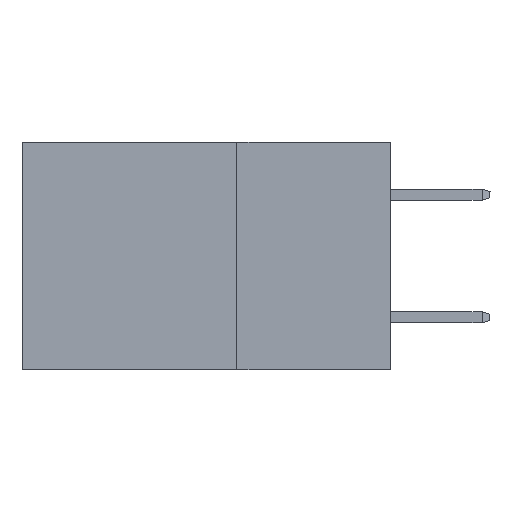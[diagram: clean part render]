
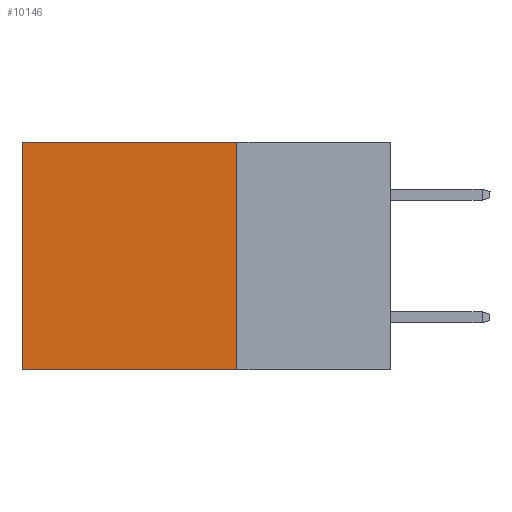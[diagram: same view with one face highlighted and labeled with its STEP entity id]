
A CAD part, left-side view. The second image highlights one B-rep face of the part: STEP entity #10146.
In plain terms, the highlighted planar face has unit normal (-1, 0, 0).
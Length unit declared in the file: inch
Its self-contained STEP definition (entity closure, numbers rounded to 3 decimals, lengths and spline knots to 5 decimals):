
#572 = EDGE_CURVE ( 'NONE', #16886, #8943, #9808, .T. ) ;
#858 = EDGE_CURVE ( 'NONE', #12770, #16886, #18519, .T. ) ;
#943 = VECTOR ( 'NONE', #7908, 39.37008 ) ;
#2731 = AXIS2_PLACEMENT_3D ( 'NONE', #23413, #12214, #5176 ) ;
#2817 = ORIENTED_EDGE ( 'NONE', *, *, #16752, .F. ) ;
#3606 = CARTESIAN_POINT ( 'NONE',  ( 0.2875, 0.25, -0.37 ) ) ;
#3985 = VECTOR ( 'NONE', #11677, 39.37008 ) ;
#5176 = DIRECTION ( 'NONE',  ( 0., 0., -1. ) ) ;
#7908 = DIRECTION ( 'NONE',  ( 0., 0., -1. ) ) ;
#8132 = ORIENTED_EDGE ( 'NONE', *, *, #11161, .F. ) ;
#8943 = VERTEX_POINT ( 'NONE', #18664 ) ;
#9808 = LINE ( 'NONE', #10059, #3985 ) ;
#10059 = CARTESIAN_POINT ( 'NONE',  ( 0.2875, 0.6, 0. ) ) ;
#10146 = ADVANCED_FACE ( 'NONE', ( #21906 ), #10351, .F. ) ;
#10351 = PLANE ( 'NONE',  #2731 ) ;
#10477 = CARTESIAN_POINT ( 'NONE',  ( 0.2875, 0.6, 0. ) ) ;
#10940 = CARTESIAN_POINT ( 'NONE',  ( 0.2875, 0.25, 0. ) ) ;
#11161 = EDGE_CURVE ( 'NONE', #22544, #8943, #24187, .T. ) ;
#11677 = DIRECTION ( 'NONE',  ( 0., 0., -1. ) ) ;
#11726 = ORIENTED_EDGE ( 'NONE', *, *, #572, .T. ) ;
#12214 = DIRECTION ( 'NONE',  ( 1., 0., 0. ) ) ;
#12757 = DIRECTION ( 'NONE',  ( 0., 1., 0. ) ) ;
#12770 = VERTEX_POINT ( 'NONE', #10940 ) ;
#13907 = CARTESIAN_POINT ( 'NONE',  ( 0.2875, 0.25, -0.37 ) ) ;
#14575 = VECTOR ( 'NONE', #22431, 39.37008 ) ;
#15465 = EDGE_LOOP ( 'NONE', ( #11726, #8132, #2817, #19686 ) ) ;
#16752 = EDGE_CURVE ( 'NONE', #12770, #22544, #23296, .T. ) ;
#16886 = VERTEX_POINT ( 'NONE', #10477 ) ;
#18519 = LINE ( 'NONE', #22220, #23675 ) ;
#18664 = CARTESIAN_POINT ( 'NONE',  ( 0.2875, 0.6, -0.37 ) ) ;
#19572 = CARTESIAN_POINT ( 'NONE',  ( 0.2875, 0.25, 0. ) ) ;
#19686 = ORIENTED_EDGE ( 'NONE', *, *, #858, .T. ) ;
#21906 = FACE_OUTER_BOUND ( 'NONE', #15465, .T. ) ;
#22220 = CARTESIAN_POINT ( 'NONE',  ( 0.2875, 0.25, 0. ) ) ;
#22431 = DIRECTION ( 'NONE',  ( 0., 1., 0. ) ) ;
#22544 = VERTEX_POINT ( 'NONE', #13907 ) ;
#23296 = LINE ( 'NONE', #19572, #943 ) ;
#23413 = CARTESIAN_POINT ( 'NONE',  ( 0.2875, 0.25, 0. ) ) ;
#23675 = VECTOR ( 'NONE', #12757, 39.37008 ) ;
#24187 = LINE ( 'NONE', #3606, #14575 ) ;
